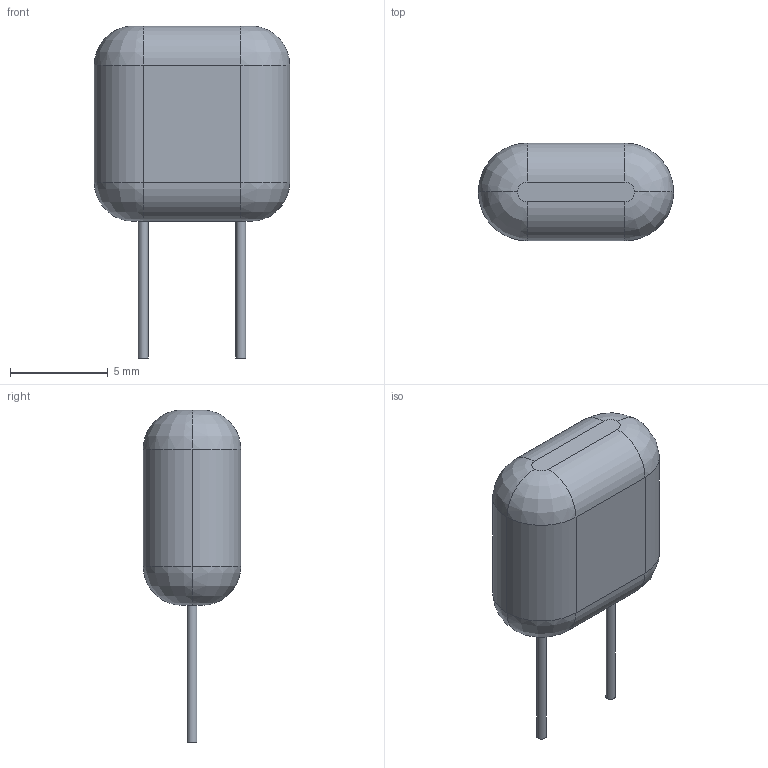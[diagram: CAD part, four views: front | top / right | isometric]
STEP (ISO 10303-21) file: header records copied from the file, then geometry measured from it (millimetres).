
FILE_DESCRIPTION(('FreeCAD Model'),'2;1');
FILE_NAME('Resonator-2pin_w10.0mm_h5.0mm.step','2017-11-26T15:38:29',( 'kicad StepUp'),('ksu MCAD'),'Open CASCADE STEP processor 6.8', 'FreeCAD','Unknown');
FILE_SCHEMA(('AUTOMOTIVE_DESIGN_CC2 { 1 2 10303 214 -1 1 5 4 }'));
Length unit declared in the file: millimetre
Products named in the file (1): Resonator-2pin_w10.0mm_h5.0mm
Bounding box: 10 x 5 x 17 mm (x, y, z)
Volume: 409.8 mm3; surface area: 320.6 mm2
Topology: 1 solids, 1 shells, 24 faces, 48 edges, 28 vertices
Faces by surface type: cylinder 10, revolution 8, plane 6
Full cylindrical faces by diameter (mm): 0.5 x2
Entity records: 604 total; most frequent: CARTESIAN_POINT 168, ORIENTED_EDGE 66, EDGE_CURVE 48, AXIS2_PLACEMENT_3D 47, CIRCLE 32, DIRECTION 31, VERTEX_POINT 28, FACE_BOUND 26
